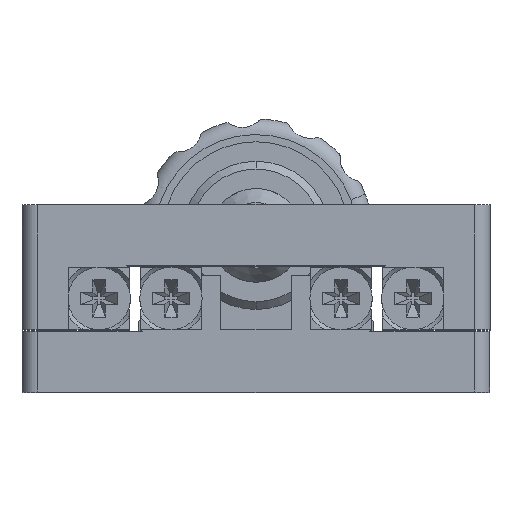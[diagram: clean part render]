
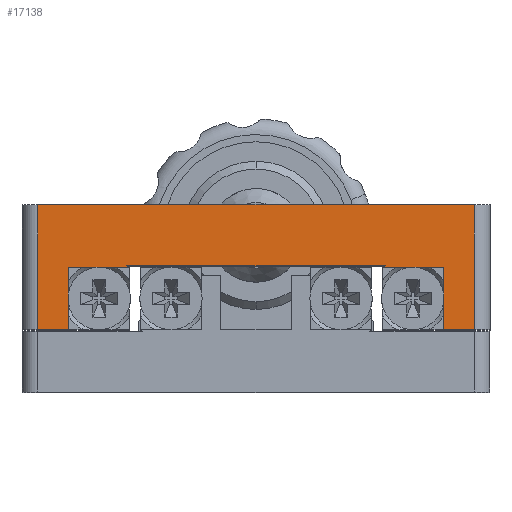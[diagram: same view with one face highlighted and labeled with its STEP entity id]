
A CAD part, top view. The second image highlights one B-rep face of the part: STEP entity #17138.
In plain terms, the highlighted planar face has unit normal (0, 0, 1).
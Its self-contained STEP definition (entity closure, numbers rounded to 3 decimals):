
#806 = VERTEX_POINT ( 'NONE', #23957 ) ;
#952 = EDGE_LOOP ( 'NONE', ( #17090, #6289, #2280, #2272, #11883, #9780, #17020, #12092, #11062, #9675, #12568, #5185 ) ) ;
#2179 = LINE ( 'NONE', #11624, #19792 ) ;
#2272 = ORIENTED_EDGE ( 'NONE', *, *, #7138, .F. ) ;
#2280 = ORIENTED_EDGE ( 'NONE', *, *, #6633, .F. ) ;
#2647 = CARTESIAN_POINT ( 'NONE',  ( -14., 12., 15. ) ) ;
#2824 = DIRECTION ( 'NONE',  ( 1., 0., 0. ) ) ;
#2834 = LINE ( 'NONE', #5218, #12904 ) ;
#3124 = EDGE_CURVE ( 'NONE', #9888, #3460, #22499, .T. ) ;
#3460 = VERTEX_POINT ( 'NONE', #12607 ) ;
#4460 = LINE ( 'NONE', #12858, #14840 ) ;
#5185 = ORIENTED_EDGE ( 'NONE', *, *, #3124, .T. ) ;
#5218 = CARTESIAN_POINT ( 'NONE',  ( -15., 4., 15. ) ) ;
#5532 = CARTESIAN_POINT ( 'NONE',  ( 8.3, 8.1, 15. ) ) ;
#5799 = LINE ( 'NONE', #11186, #12093 ) ;
#6289 = ORIENTED_EDGE ( 'NONE', *, *, #14430, .T. ) ;
#6572 = EDGE_CURVE ( 'NONE', #9888, #12122, #13535, .T. ) ;
#6633 = EDGE_CURVE ( 'NONE', #9398, #24050, #2834, .T. ) ;
#6669 = CARTESIAN_POINT ( 'NONE',  ( -8.3, 8., 15. ) ) ;
#6894 = CARTESIAN_POINT ( 'NONE',  ( 12., 4., 15. ) ) ;
#6963 = DIRECTION ( 'NONE',  ( 0., -1., 0. ) ) ;
#7138 = EDGE_CURVE ( 'NONE', #24915, #9398, #2179, .T. ) ;
#7384 = DIRECTION ( 'NONE',  ( -1., 0., 0. ) ) ;
#7591 = LINE ( 'NONE', #5532, #14202 ) ;
#7727 = CARTESIAN_POINT ( 'NONE',  ( -8.3, 8.1, 15. ) ) ;
#8378 = VECTOR ( 'NONE', #11121, 1000. ) ;
#8414 = CARTESIAN_POINT ( 'NONE',  ( -8.3, 8.1, 15. ) ) ;
#8607 = CARTESIAN_POINT ( 'NONE',  ( -12., 4., 15. ) ) ;
#8672 = DIRECTION ( 'NONE',  ( -1., 0., 0. ) ) ;
#8858 = EDGE_CURVE ( 'NONE', #806, #24458, #17095, .T. ) ;
#9160 = DIRECTION ( 'NONE',  ( 0., 0., 1. ) ) ;
#9398 = VERTEX_POINT ( 'NONE', #8607 ) ;
#9581 = DIRECTION ( 'NONE',  ( 0., 1., 0. ) ) ;
#9675 = ORIENTED_EDGE ( 'NONE', *, *, #12385, .F. ) ;
#9780 = ORIENTED_EDGE ( 'NONE', *, *, #10482, .F. ) ;
#9888 = VERTEX_POINT ( 'NONE', #19137 ) ;
#10433 = CARTESIAN_POINT ( 'NONE',  ( 8.3, 8., 15. ) ) ;
#10436 = DIRECTION ( 'NONE',  ( -1., 0., 0. ) ) ;
#10482 = EDGE_CURVE ( 'NONE', #24458, #14696, #4460, .T. ) ;
#10567 = VERTEX_POINT ( 'NONE', #15398 ) ;
#10912 = VECTOR ( 'NONE', #10436, 1000. ) ;
#11062 = ORIENTED_EDGE ( 'NONE', *, *, #14054, .F. ) ;
#11121 = DIRECTION ( 'NONE',  ( 0., 1., 0. ) ) ;
#11186 = CARTESIAN_POINT ( 'NONE',  ( -15., 12., 15. ) ) ;
#11243 = DIRECTION ( 'NONE',  ( 0., -1., 0. ) ) ;
#11624 = CARTESIAN_POINT ( 'NONE',  ( -12., 8., 15. ) ) ;
#11883 = ORIENTED_EDGE ( 'NONE', *, *, #17041, .F. ) ;
#12092 = ORIENTED_EDGE ( 'NONE', *, *, #16419, .F. ) ;
#12093 = VECTOR ( 'NONE', #2824, 1000. ) ;
#12122 = VERTEX_POINT ( 'NONE', #20377 ) ;
#12385 = EDGE_CURVE ( 'NONE', #12122, #10567, #14435, .T. ) ;
#12568 = ORIENTED_EDGE ( 'NONE', *, *, #6572, .F. ) ;
#12607 = CARTESIAN_POINT ( 'NONE',  ( 14., 12., 15. ) ) ;
#12858 = CARTESIAN_POINT ( 'NONE',  ( -8.3, 8.1, 15. ) ) ;
#12868 = AXIS2_PLACEMENT_3D ( 'NONE', #21513, #9160, #25493 ) ;
#12904 = VECTOR ( 'NONE', #25441, 1000. ) ;
#13281 = PLANE ( 'NONE',  #12868 ) ;
#13367 = CARTESIAN_POINT ( 'NONE',  ( -12., 8., 15. ) ) ;
#13535 = LINE ( 'NONE', #6894, #16987 ) ;
#14054 = EDGE_CURVE ( 'NONE', #10567, #17833, #23785, .T. ) ;
#14202 = VECTOR ( 'NONE', #9581, 1000. ) ;
#14430 = EDGE_CURVE ( 'NONE', #18585, #24050, #20902, .T. ) ;
#14435 = LINE ( 'NONE', #19224, #20990 ) ;
#14696 = VERTEX_POINT ( 'NONE', #6669 ) ;
#14840 = VECTOR ( 'NONE', #6963, 1000. ) ;
#15108 = VECTOR ( 'NONE', #7384, 1000. ) ;
#15398 = CARTESIAN_POINT ( 'NONE',  ( 12., 8., 15. ) ) ;
#15649 = DIRECTION ( 'NONE',  ( 0., -1., 0. ) ) ;
#15657 = CARTESIAN_POINT ( 'NONE',  ( -12., 8., 15. ) ) ;
#16304 = CARTESIAN_POINT ( 'NONE',  ( 8.3, 8., 15. ) ) ;
#16419 = EDGE_CURVE ( 'NONE', #17833, #806, #7591, .T. ) ;
#16987 = VECTOR ( 'NONE', #8672, 1000. ) ;
#17020 = ORIENTED_EDGE ( 'NONE', *, *, #8858, .F. ) ;
#17041 = EDGE_CURVE ( 'NONE', #14696, #24915, #22329, .T. ) ;
#17090 = ORIENTED_EDGE ( 'NONE', *, *, #21770, .F. ) ;
#17095 = LINE ( 'NONE', #8414, #25600 ) ;
#17138 = ADVANCED_FACE ( 'NONE', ( #19477 ), #13281, .T. ) ;
#17387 = CARTESIAN_POINT ( 'NONE',  ( -14., 4., 15. ) ) ;
#17833 = VERTEX_POINT ( 'NONE', #10433 ) ;
#18585 = VERTEX_POINT ( 'NONE', #2647 ) ;
#19137 = CARTESIAN_POINT ( 'NONE',  ( 14., 4., 15. ) ) ;
#19224 = CARTESIAN_POINT ( 'NONE',  ( 12., 8., 15. ) ) ;
#19477 = FACE_OUTER_BOUND ( 'NONE', #952, .T. ) ;
#19792 = VECTOR ( 'NONE', #15649, 1000. ) ;
#20377 = CARTESIAN_POINT ( 'NONE',  ( 12., 4., 15. ) ) ;
#20902 = LINE ( 'NONE', #21579, #25029 ) ;
#20990 = VECTOR ( 'NONE', #21238, 1000. ) ;
#21238 = DIRECTION ( 'NONE',  ( 0., 1., 0. ) ) ;
#21513 = CARTESIAN_POINT ( 'NONE',  ( 8.3, 8., 15. ) ) ;
#21579 = CARTESIAN_POINT ( 'NONE',  ( -14., 4., 15. ) ) ;
#21770 = EDGE_CURVE ( 'NONE', #18585, #3460, #5799, .T. ) ;
#22090 = DIRECTION ( 'NONE',  ( -1., 0., 0. ) ) ;
#22329 = LINE ( 'NONE', #13367, #15108 ) ;
#22499 = LINE ( 'NONE', #23144, #8378 ) ;
#23144 = CARTESIAN_POINT ( 'NONE',  ( 14., 12., 15. ) ) ;
#23785 = LINE ( 'NONE', #16304, #10912 ) ;
#23957 = CARTESIAN_POINT ( 'NONE',  ( 8.3, 8.1, 15. ) ) ;
#24050 = VERTEX_POINT ( 'NONE', #17387 ) ;
#24458 = VERTEX_POINT ( 'NONE', #7727 ) ;
#24915 = VERTEX_POINT ( 'NONE', #15657 ) ;
#25029 = VECTOR ( 'NONE', #11243, 1000. ) ;
#25441 = DIRECTION ( 'NONE',  ( -1., 0., 0. ) ) ;
#25493 = DIRECTION ( 'NONE',  ( 1., 0., 0. ) ) ;
#25600 = VECTOR ( 'NONE', #22090, 1000. ) ;
